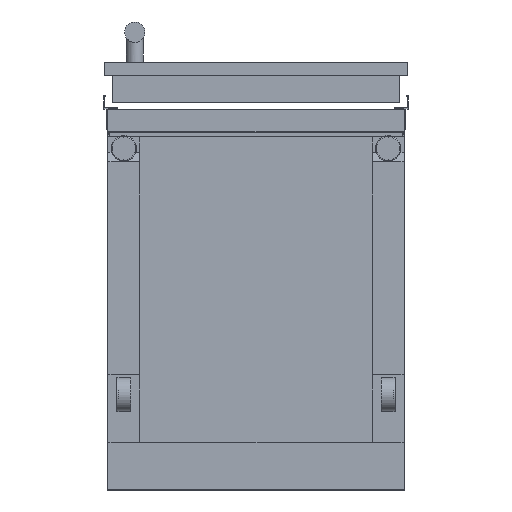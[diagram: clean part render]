
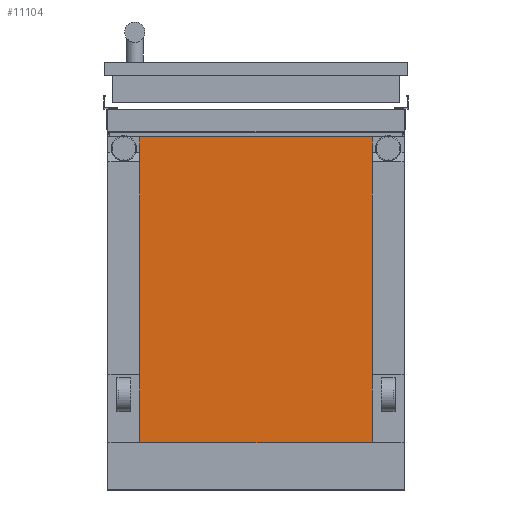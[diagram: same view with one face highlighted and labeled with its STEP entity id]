
A CAD part, front view. The second image highlights one B-rep face of the part: STEP entity #11104.
In plain terms, the highlighted planar face has unit normal (0, -1, 0).
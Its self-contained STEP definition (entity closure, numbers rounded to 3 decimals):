
#367 = DIRECTION ( 'NONE',  ( 0., 0., 1. ) ) ;
#687 = VECTOR ( 'NONE', #11961, 1000. ) ;
#1083 = VERTEX_POINT ( 'NONE', #1367 ) ;
#1191 = DIRECTION ( 'NONE',  ( 0., 0., 1. ) ) ;
#1367 = CARTESIAN_POINT ( 'NONE',  ( 171., -990.85, 240. ) ) ;
#1678 = EDGE_CURVE ( 'NONE', #6462, #9536, #3294, .T. ) ;
#2360 = FACE_OUTER_BOUND ( 'NONE', #2562, .T. ) ;
#2562 = EDGE_LOOP ( 'NONE', ( #12139, #4768, #8637, #4992 ) ) ;
#2734 = EDGE_CURVE ( 'NONE', #5178, #1083, #8120, .T. ) ;
#3090 = CARTESIAN_POINT ( 'NONE',  ( -171., -990.85, 240. ) ) ;
#3294 = LINE ( 'NONE', #10207, #5749 ) ;
#3677 = CARTESIAN_POINT ( 'NONE',  ( -218., -990.85, -210.4 ) ) ;
#4088 = AXIS2_PLACEMENT_3D ( 'NONE', #5025, #6068, #1191 ) ;
#4768 = ORIENTED_EDGE ( 'NONE', *, *, #9376, .T. ) ;
#4992 = ORIENTED_EDGE ( 'NONE', *, *, #5726, .F. ) ;
#5025 = CARTESIAN_POINT ( 'NONE',  ( -171., -990.85, -280. ) ) ;
#5178 = VERTEX_POINT ( 'NONE', #12577 ) ;
#5181 = DIRECTION ( 'NONE',  ( -1., 0., 0. ) ) ;
#5450 = CARTESIAN_POINT ( 'NONE',  ( -171., -990.85, 240. ) ) ;
#5726 = EDGE_CURVE ( 'NONE', #5178, #6462, #7063, .T. ) ;
#5749 = VECTOR ( 'NONE', #367, 1000. ) ;
#6020 = PLANE ( 'NONE',  #4088 ) ;
#6068 = DIRECTION ( 'NONE',  ( 0., 1., 0. ) ) ;
#6462 = VERTEX_POINT ( 'NONE', #6988 ) ;
#6988 = CARTESIAN_POINT ( 'NONE',  ( -171., -990.85, -210.4 ) ) ;
#7063 = LINE ( 'NONE', #3677, #7394 ) ;
#7304 = LINE ( 'NONE', #3090, #8366 ) ;
#7394 = VECTOR ( 'NONE', #10553, 1000. ) ;
#8120 = LINE ( 'NONE', #8981, #687 ) ;
#8366 = VECTOR ( 'NONE', #5181, 1000. ) ;
#8637 = ORIENTED_EDGE ( 'NONE', *, *, #1678, .F. ) ;
#8981 = CARTESIAN_POINT ( 'NONE',  ( 171., -990.85, -280. ) ) ;
#9376 = EDGE_CURVE ( 'NONE', #1083, #9536, #7304, .T. ) ;
#9536 = VERTEX_POINT ( 'NONE', #5450 ) ;
#10207 = CARTESIAN_POINT ( 'NONE',  ( -171., -990.85, -280. ) ) ;
#10553 = DIRECTION ( 'NONE',  ( -1., 0., 0. ) ) ;
#11104 = ADVANCED_FACE ( 'NONE', ( #2360 ), #6020, .F. ) ;
#11961 = DIRECTION ( 'NONE',  ( 0., 0., 1. ) ) ;
#12139 = ORIENTED_EDGE ( 'NONE', *, *, #2734, .T. ) ;
#12577 = CARTESIAN_POINT ( 'NONE',  ( 171., -990.85, -210.4 ) ) ;
